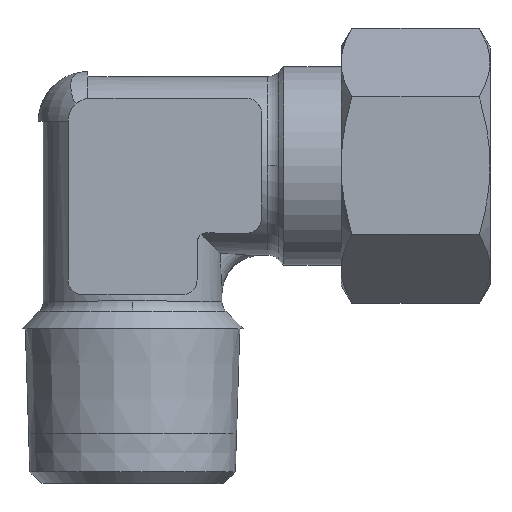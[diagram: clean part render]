
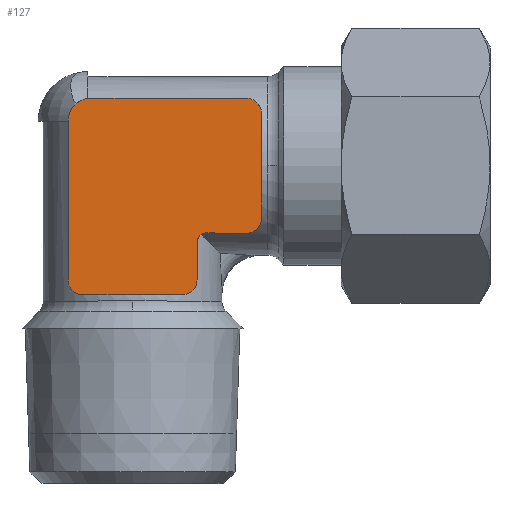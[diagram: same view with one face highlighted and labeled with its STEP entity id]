
A CAD part, top view. The second image highlights one B-rep face of the part: STEP entity #127.
In plain terms, the highlighted planar face has unit normal (0, 0, 1).
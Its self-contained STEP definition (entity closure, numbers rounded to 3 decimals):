
#127=ADVANCED_FACE('',(#314),#315,.T.);
#314=FACE_OUTER_BOUND('',#526,.T.);
#315=PLANE('',#527);
#526=EDGE_LOOP('',(#1208,#1209,#1210,#1211,#1212,#1213,#1214,#1215,#1216,#1217,#1218,#1219,#1220,#1221,#1222));
#527=AXIS2_PLACEMENT_3D('',#1223,#1224,#1225);
#1208=ORIENTED_EDGE('',*,*,#1464,.F.);
#1209=ORIENTED_EDGE('',*,*,#1574,.F.);
#1210=ORIENTED_EDGE('',*,*,#1628,.F.);
#1211=ORIENTED_EDGE('',*,*,#1621,.F.);
#1212=ORIENTED_EDGE('',*,*,#1616,.F.);
#1213=ORIENTED_EDGE('',*,*,#1611,.F.);
#1214=ORIENTED_EDGE('',*,*,#1606,.F.);
#1215=ORIENTED_EDGE('',*,*,#1601,.F.);
#1216=ORIENTED_EDGE('',*,*,#1595,.F.);
#1217=ORIENTED_EDGE('',*,*,#1591,.F.);
#1218=ORIENTED_EDGE('',*,*,#1587,.F.);
#1219=ORIENTED_EDGE('',*,*,#1583,.F.);
#1220=ORIENTED_EDGE('',*,*,#1456,.F.);
#1221=ORIENTED_EDGE('',*,*,#1581,.F.);
#1222=ORIENTED_EDGE('',*,*,#1577,.F.);
#1223=CARTESIAN_POINT('',(2.706,29.442,9.5));
#1224=DIRECTION('',(0.0,0.0,1.0));
#1225=DIRECTION('',(1.0,0.0,0.0));
#1456=EDGE_CURVE('',#1765,#1761,#1767,.T.);
#1464=EDGE_CURVE('',#1781,#1777,#1783,.T.);
#1574=EDGE_CURVE('',#1954,#1781,#1956,.T.);
#1577=EDGE_CURVE('',#1777,#1960,#1961,.T.);
#1581=EDGE_CURVE('',#1960,#1765,#1966,.T.);
#1583=EDGE_CURVE('',#1761,#1968,#1969,.T.);
#1587=EDGE_CURVE('',#1968,#1974,#1975,.T.);
#1591=EDGE_CURVE('',#1974,#1980,#1981,.T.);
#1595=EDGE_CURVE('',#1980,#1986,#1987,.T.);
#1601=EDGE_CURVE('',#1986,#1996,#1997,.T.);
#1606=EDGE_CURVE('',#1996,#2004,#2005,.T.);
#1611=EDGE_CURVE('',#2004,#2012,#2013,.T.);
#1616=EDGE_CURVE('',#2012,#2020,#2021,.T.);
#1621=EDGE_CURVE('',#2020,#2028,#2029,.T.);
#1628=EDGE_CURVE('',#2028,#1954,#2038,.T.);
#1761=VERTEX_POINT('',#2277);
#1765=VERTEX_POINT('',#2295);
#1767=CIRCLE('',#2298,1.583);
#1777=VERTEX_POINT('',#2323);
#1781=VERTEX_POINT('',#2341);
#1783=CIRCLE('',#2344,1.583);
#1954=VERTEX_POINT('',#2963);
#1956=LINE('',#2966,#2967);
#1960=VERTEX_POINT('',#2973);
#1961=CIRCLE('',#2974,1.583);
#1966=LINE('',#2981,#2982);
#1968=VERTEX_POINT('',#2985);
#1969=CIRCLE('',#2986,1.583);
#1974=VERTEX_POINT('',#2993);
#1975=LINE('',#2994,#2995);
#1980=VERTEX_POINT('',#3003);
#1981=LINE('',#3004,#3005);
#1986=VERTEX_POINT('',#3013);
#1987=CIRCLE('',#3014,0.992);
#1996=VERTEX_POINT('',#3037);
#1997=LINE('',#3038,#3039);
#2004=VERTEX_POINT('',#3065);
#2005=CIRCLE('',#3066,1.5);
#2012=VERTEX_POINT('',#3075);
#2013=LINE('',#3076,#3077);
#2020=VERTEX_POINT('',#3102);
#2021=CIRCLE('',#3103,1.5);
#2028=VERTEX_POINT('',#3113);
#2029=LINE('',#3114,#3115);
#2038=CIRCLE('',#3131,2.341);
#2277=CARTESIAN_POINT('',(13.001,26.775,9.5));
#2295=CARTESIAN_POINT('',(13.0,26.824,9.5));
#2298=AXIS2_PLACEMENT_3D('',#3352,#3353,#3354);
#2323=CARTESIAN_POINT('',(13.001,37.225,9.5));
#2341=CARTESIAN_POINT('',(11.5,38.806,9.5));
#2344=AXIS2_PLACEMENT_3D('',#3362,#3363,#3364);
#2963=CARTESIAN_POINT('',(-4.2,38.806,9.5));
#2966=CARTESIAN_POINT('',(-4.2,38.806,9.5));
#2967=VECTOR('',#3526,1.0);
#2973=CARTESIAN_POINT('',(13.0,37.176,9.5));
#2974=AXIS2_PLACEMENT_3D('',#3529,#3530,#3531);
#2981=CARTESIAN_POINT('',(13.0,37.176,9.5));
#2982=VECTOR('',#3537,1.0);
#2985=CARTESIAN_POINT('',(11.5,25.194,9.5));
#2986=AXIS2_PLACEMENT_3D('',#3539,#3540,#3541);
#2993=CARTESIAN_POINT('',(9.832,25.194,9.5));
#2994=CARTESIAN_POINT('',(9.832,25.194,9.5));
#2995=VECTOR('',#3547,1.0);
#3003=CARTESIAN_POINT('',(7.5,25.234,9.5));
#3004=CARTESIAN_POINT('',(7.5,25.234,9.5));
#3005=VECTOR('',#3551,1.0);
#3013=CARTESIAN_POINT('',(6.5,24.369,9.5));
#3014=AXIS2_PLACEMENT_3D('',#3555,#3556,#3557);
#3037=CARTESIAN_POINT('',(6.5,20.5,9.5));
#3038=CARTESIAN_POINT('',(6.5,20.5,9.5));
#3039=VECTOR('',#3564,1.0);
#3065=CARTESIAN_POINT('',(5.0,19.,9.5));
#3066=AXIS2_PLACEMENT_3D('',#3568,#3569,#3570);
#3075=CARTESIAN_POINT('',(-5.0,19.,9.5));
#3076=CARTESIAN_POINT('',(-5.0,19.,9.5));
#3077=VECTOR('',#3579,1.0);
#3102=CARTESIAN_POINT('',(-6.5,20.5,9.5));
#3103=AXIS2_PLACEMENT_3D('',#3583,#3584,#3585);
#3113=CARTESIAN_POINT('',(-6.5,36.47,9.5));
#3114=CARTESIAN_POINT('',(-6.5,20.5,9.5));
#3115=VECTOR('',#3592,1.0);
#3131=AXIS2_PLACEMENT_3D('',#3600,#3601,#3602);
#3352=CARTESIAN_POINT('',(11.417,26.775,9.5));
#3353=DIRECTION('',(0.0,0.0,-1.0));
#3354=DIRECTION('',(1.0,0.0,0.0));
#3362=CARTESIAN_POINT('',(11.417,37.225,9.5));
#3363=DIRECTION('',(0.0,0.0,-1.0));
#3364=DIRECTION('',(1.0,0.0,0.0));
#3526=DIRECTION('',(1.0,0.0,0.0));
#3529=CARTESIAN_POINT('',(11.417,37.225,9.5));
#3530=DIRECTION('',(0.0,0.0,-1.0));
#3531=DIRECTION('',(1.0,0.0,0.0));
#3537=DIRECTION('',(0.0,-1.0,0.0));
#3539=CARTESIAN_POINT('',(11.417,26.775,9.5));
#3540=DIRECTION('',(0.0,0.0,-1.0));
#3541=DIRECTION('',(1.0,0.0,0.0));
#3547=DIRECTION('',(-1.0,0.,-0.0));
#3551=DIRECTION('',(-1.,0.017,0.0));
#3555=CARTESIAN_POINT('',(7.484,24.242,9.5));
#3556=DIRECTION('',(0.0,0.0,1.0));
#3557=DIRECTION('',(1.0,0.0,0.0));
#3564=DIRECTION('',(-0.0,-1.0,-0.0));
#3568=CARTESIAN_POINT('',(5.0,20.5,9.5));
#3569=DIRECTION('',(0.0,0.0,-1.0));
#3570=DIRECTION('',(1.0,0.0,0.0));
#3579=DIRECTION('',(-1.0,-0.0,-0.0));
#3583=CARTESIAN_POINT('',(-5.0,20.5,9.5));
#3584=DIRECTION('',(0.0,0.0,-1.0));
#3585=DIRECTION('',(1.0,0.0,0.0));
#3592=DIRECTION('',(0.0,1.0,0.0));
#3600=CARTESIAN_POINT('',(-4.159,36.466,9.5));
#3601=DIRECTION('',(0.0,0.0,-1.0));
#3602=DIRECTION('',(1.0,0.0,0.0));
